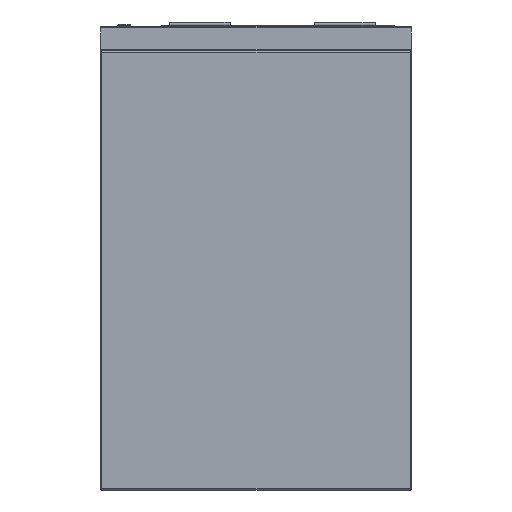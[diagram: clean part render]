
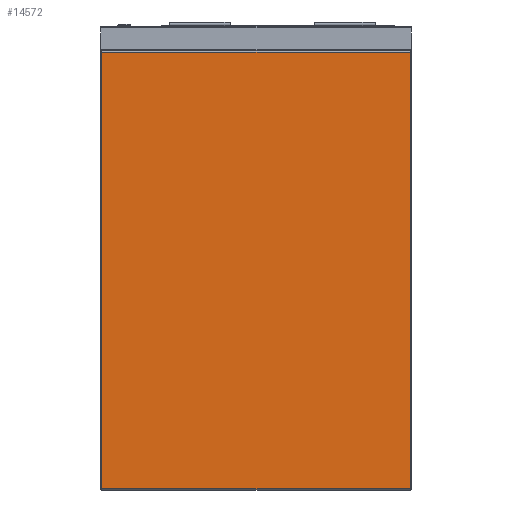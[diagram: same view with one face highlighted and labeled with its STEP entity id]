
A CAD part, left-side view. The second image highlights one B-rep face of the part: STEP entity #14572.
In plain terms, the highlighted planar face has unit normal (-1, 0, 0).
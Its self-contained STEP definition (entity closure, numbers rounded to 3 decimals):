
#629 = VERTEX_POINT ( 'NONE', #15102 ) ;
#675 = CARTESIAN_POINT ( 'NONE',  ( -772.5, 253., -760. ) ) ;
#1190 = FACE_OUTER_BOUND ( 'NONE', #9960, .T. ) ;
#1284 = PLANE ( 'NONE',  #13267 ) ;
#1536 = CARTESIAN_POINT ( 'NONE',  ( -772.5, -253., -758. ) ) ;
#2036 = VECTOR ( 'NONE', #6560, 1000. ) ;
#2294 = VERTEX_POINT ( 'NONE', #16738 ) ;
#2320 = ORIENTED_EDGE ( 'NONE', *, *, #18618, .T. ) ;
#2750 = VECTOR ( 'NONE', #12819, 1000. ) ;
#3066 = VERTEX_POINT ( 'NONE', #1536 ) ;
#4705 = EDGE_CURVE ( 'NONE', #2294, #10223, #13013, .T. ) ;
#5801 = DIRECTION ( 'NONE',  ( -1., 0., 0. ) ) ;
#6560 = DIRECTION ( 'NONE',  ( 0., -1., 0. ) ) ;
#8070 = CARTESIAN_POINT ( 'NONE',  ( -772.5, -253., -760. ) ) ;
#8189 = DIRECTION ( 'NONE',  ( 0., 1., 0. ) ) ;
#9822 = EDGE_CURVE ( 'NONE', #10223, #3066, #15155, .T. ) ;
#9960 = EDGE_LOOP ( 'NONE', ( #2320, #17892, #19166, #18028 ) ) ;
#10223 = VERTEX_POINT ( 'NONE', #15535 ) ;
#11821 = DIRECTION ( 'NONE',  ( 0., -1., 0. ) ) ;
#12796 = CARTESIAN_POINT ( 'NONE',  ( -772.5, -255., -758. ) ) ;
#12807 = VECTOR ( 'NONE', #16075, 1000. ) ;
#12819 = DIRECTION ( 'NONE',  ( 0., 0., 1. ) ) ;
#13013 = LINE ( 'NONE', #675, #12807 ) ;
#13267 = AXIS2_PLACEMENT_3D ( 'NONE', #13316, #5801, #11821 ) ;
#13316 = CARTESIAN_POINT ( 'NONE',  ( -772.5, -255., -760. ) ) ;
#14572 = ADVANCED_FACE ( 'Fl�che7', ( #1190 ), #1284, .T. ) ;
#15102 = CARTESIAN_POINT ( 'NONE',  ( -772.5, -253., -42. ) ) ;
#15155 = LINE ( 'NONE', #12796, #2036 ) ;
#15535 = CARTESIAN_POINT ( 'NONE',  ( -772.5, 253., -758. ) ) ;
#15803 = LINE ( 'NONE', #17278, #16295 ) ;
#16075 = DIRECTION ( 'NONE',  ( 0., 0., -1. ) ) ;
#16295 = VECTOR ( 'NONE', #8189, 1000. ) ;
#16738 = CARTESIAN_POINT ( 'NONE',  ( -772.5, 253., -42. ) ) ;
#17053 = LINE ( 'NONE', #8070, #2750 ) ;
#17278 = CARTESIAN_POINT ( 'NONE',  ( -772.5, 255., -42. ) ) ;
#17892 = ORIENTED_EDGE ( 'NONE', *, *, #18182, .T. ) ;
#18028 = ORIENTED_EDGE ( 'NONE', *, *, #9822, .T. ) ;
#18182 = EDGE_CURVE ( 'NONE', #629, #2294, #15803, .T. ) ;
#18618 = EDGE_CURVE ( 'NONE', #3066, #629, #17053, .T. ) ;
#19166 = ORIENTED_EDGE ( 'NONE', *, *, #4705, .T. ) ;
